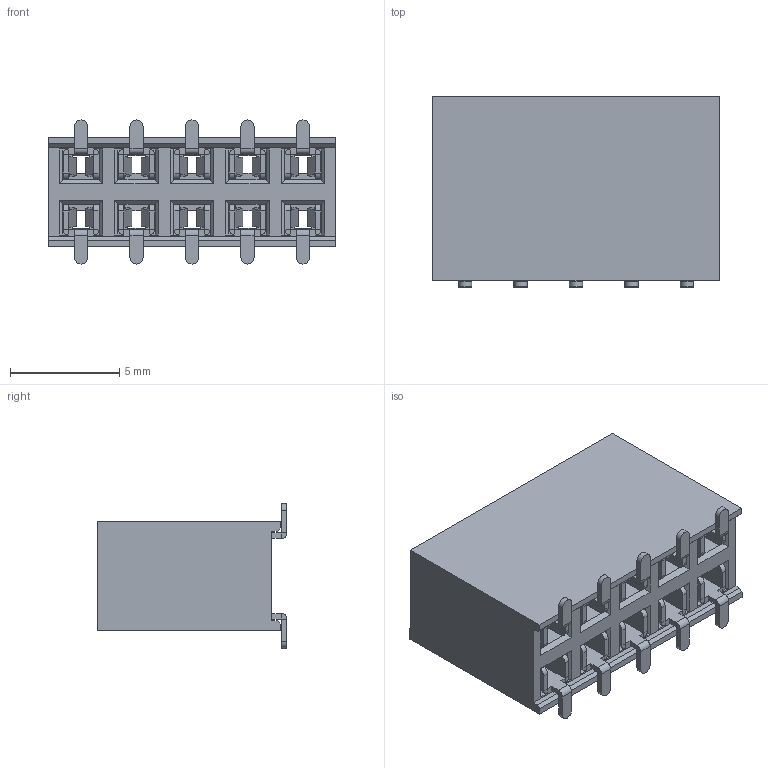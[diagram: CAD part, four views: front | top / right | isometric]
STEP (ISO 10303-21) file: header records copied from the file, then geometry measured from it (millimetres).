
FILE_DESCRIPTION(/* description */ (''),/* implementation_level */ '2;1');
FILE_NAME(/* name */ '3495-10-xx-00.stp',/* time_stamp */ '2025-09-19T10:54:20+02:00',/* author */ ('andreas.larin'),/* organization */ (''),/* preprocessor_version */ 'ST-DEVELOPER v20',/* originating_system */ 'Autodesk Inventor 2025',/* authorisation */ '');
FILE_SCHEMA (('AUTOMOTIVE_DESIGN { 1 0 10303 214 3 1 1 }'));
Length unit declared in the file: millimetre
Products named in the file (1): 3495-10-xx-00
Bounding box: 13.1 x 8.7 x 6.6 mm (x, y, z)
Volume: 394.7 mm3; surface area: 1258.9 mm2
Topology: 1 solids, 1 shells, 982 faces, 2390 edges, 1400 vertices
Faces by surface type: plane 642, cylinder 260, bspline 80
Entity records: 28713 total; most frequent: CARTESIAN_POINT 5917, ORIENTED_EDGE 4780, DIRECTION 4552, EDGE_CURVE 2390, LINE 1866, VECTOR 1866, VERTEX_POINT 1400, AXIS2_PLACEMENT_3D 1343
